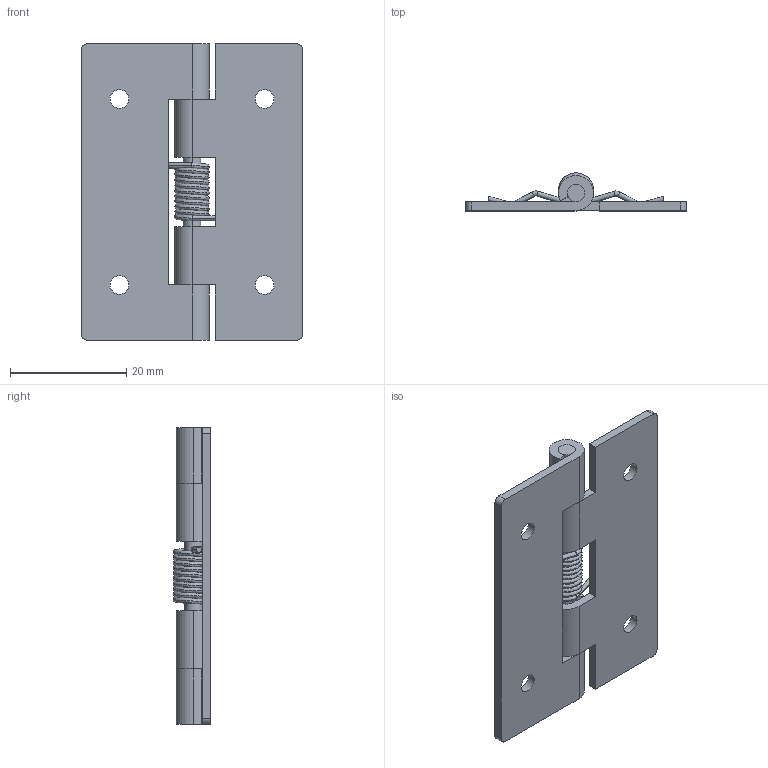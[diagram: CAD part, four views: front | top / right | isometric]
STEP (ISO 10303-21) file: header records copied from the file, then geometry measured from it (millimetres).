
FILE_DESCRIPTION (( 'STEP AP203' ), '1' );
FILE_NAME ('B-1046-1_.STEP', '2008-09-18T14:02:33', ( ' ' ), ( ' ' ), 'SwSTEP 2.0', 'SolidWorks 2007', '' );
FILE_SCHEMA (( 'CONFIG_CONTROL_DESIGN' ));
Length unit declared in the file: millimetre
Products named in the file (5): 俛-1046-1-2丂僶僱_棉太倌; B-1046-1_; 俛-1046-1丂幉_棉太倌; B-1046-1丂僸儞僕B_棉太倌; B-1046-1丂僸儞僕A_棉太倌
Assembly tree (4 placements, depth 2):
  B-1046-1_
    B-1046-1丂僸儞僕A_棉太倌
    B-1046-1丂僸儞僕B_棉太倌
    俛-1046-1-2丂僶僱_棉太倌
    俛-1046-1丂幉_棉太倌
Bounding box: 38 x 6.5 x 51 mm (x, y, z)
Volume: 3640.3 mm3; surface area: 5886.7 mm2
Topology: 4 solids, 4 shells, 88 faces, 224 edges, 144 vertices
Faces by surface type: cylinder 38, plane 28, bspline 22
Entity records: 5531 total; most frequent: CARTESIAN_POINT 2861, DIRECTION 472, ORIENTED_EDGE 448, EDGE_CURVE 224, AXIS2_PLACEMENT_3D 181, VERTEX_POINT 144, LINE 110, VECTOR 110
